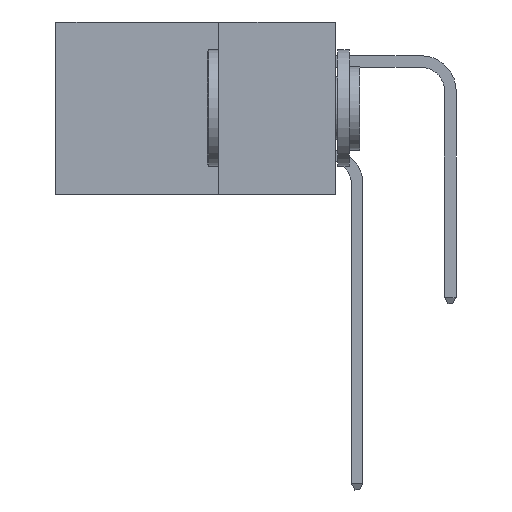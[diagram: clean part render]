
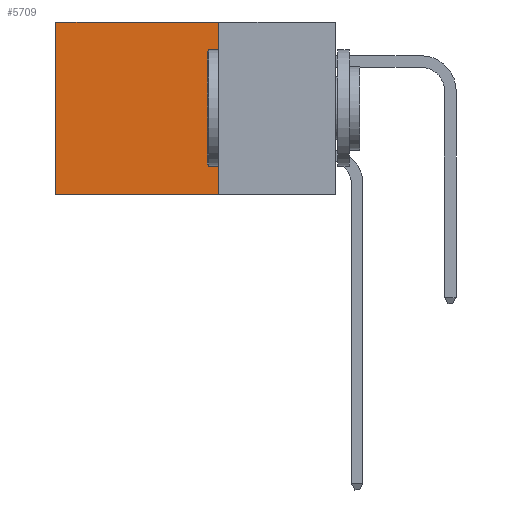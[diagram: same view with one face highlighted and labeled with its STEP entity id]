
A CAD part, left-side view. The second image highlights one B-rep face of the part: STEP entity #5709.
In plain terms, the highlighted planar face has unit normal (-1, 0, 0).
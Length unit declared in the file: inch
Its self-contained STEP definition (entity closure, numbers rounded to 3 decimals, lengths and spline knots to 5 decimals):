
#493 = CARTESIAN_POINT ( 'NONE',  ( 0.2875, 0.25, -0.37 ) ) ;
#1726 = EDGE_CURVE ( 'NONE', #22843, #13606, #12641, .T. ) ;
#2042 = DIRECTION ( 'NONE',  ( 0., 0., -1. ) ) ;
#2259 = DIRECTION ( 'NONE',  ( 0., 0., -1. ) ) ;
#3975 = LINE ( 'NONE', #13134, #8993 ) ;
#5122 = DIRECTION ( 'NONE',  ( 0., 1., 0. ) ) ;
#5396 = CARTESIAN_POINT ( 'NONE',  ( 0.2875, 0.6, -0.37 ) ) ;
#5709 = ADVANCED_FACE ( 'NONE', ( #14619 ), #10660, .F. ) ;
#5875 = VERTEX_POINT ( 'NONE', #10486 ) ;
#6263 = VECTOR ( 'NONE', #2042, 39.37008 ) ;
#6671 = EDGE_CURVE ( 'NONE', #22843, #5875, #21865, .T. ) ;
#8117 = CARTESIAN_POINT ( 'NONE',  ( 0.2875, 0.25, 0. ) ) ;
#8543 = AXIS2_PLACEMENT_3D ( 'NONE', #21335, #22362, #2259 ) ;
#8873 = EDGE_LOOP ( 'NONE', ( #15524, #19220, #9425, #9327 ) ) ;
#8993 = VECTOR ( 'NONE', #5122, 39.37008 ) ;
#9327 = ORIENTED_EDGE ( 'NONE', *, *, #6671, .T. ) ;
#9425 = ORIENTED_EDGE ( 'NONE', *, *, #1726, .F. ) ;
#10486 = CARTESIAN_POINT ( 'NONE',  ( 0.2875, 0.6, 0. ) ) ;
#10660 = PLANE ( 'NONE',  #8543 ) ;
#12204 = LINE ( 'NONE', #16882, #6263 ) ;
#12641 = LINE ( 'NONE', #19764, #18339 ) ;
#13134 = CARTESIAN_POINT ( 'NONE',  ( 0.2875, 0.25, -0.37 ) ) ;
#13196 = VERTEX_POINT ( 'NONE', #5396 ) ;
#13606 = VERTEX_POINT ( 'NONE', #493 ) ;
#14619 = FACE_OUTER_BOUND ( 'NONE', #8873, .T. ) ;
#15354 = EDGE_CURVE ( 'NONE', #13606, #13196, #3975, .T. ) ;
#15382 = DIRECTION ( 'NONE',  ( 0., 0., -1. ) ) ;
#15524 = ORIENTED_EDGE ( 'NONE', *, *, #15805, .T. ) ;
#15805 = EDGE_CURVE ( 'NONE', #5875, #13196, #12204, .T. ) ;
#16882 = CARTESIAN_POINT ( 'NONE',  ( 0.2875, 0.6, 0. ) ) ;
#18339 = VECTOR ( 'NONE', #15382, 39.37008 ) ;
#19220 = ORIENTED_EDGE ( 'NONE', *, *, #15354, .F. ) ;
#19764 = CARTESIAN_POINT ( 'NONE',  ( 0.2875, 0.25, 0. ) ) ;
#21335 = CARTESIAN_POINT ( 'NONE',  ( 0.2875, 0.25, 0. ) ) ;
#21785 = DIRECTION ( 'NONE',  ( 0., 1., 0. ) ) ;
#21865 = LINE ( 'NONE', #23752, #25364 ) ;
#22362 = DIRECTION ( 'NONE',  ( 1., 0., 0. ) ) ;
#22843 = VERTEX_POINT ( 'NONE', #8117 ) ;
#23752 = CARTESIAN_POINT ( 'NONE',  ( 0.2875, 0.25, 0. ) ) ;
#25364 = VECTOR ( 'NONE', #21785, 39.37008 ) ;
